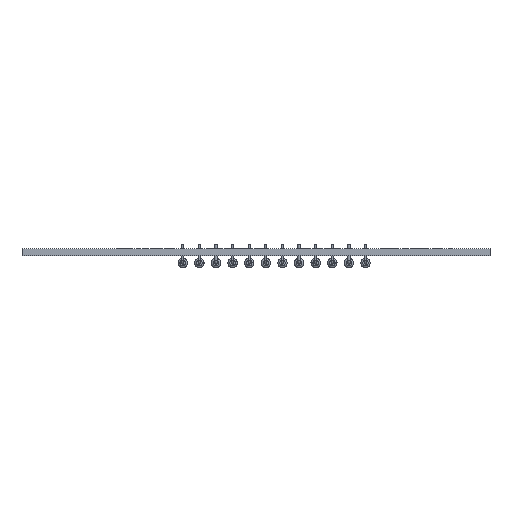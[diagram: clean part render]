
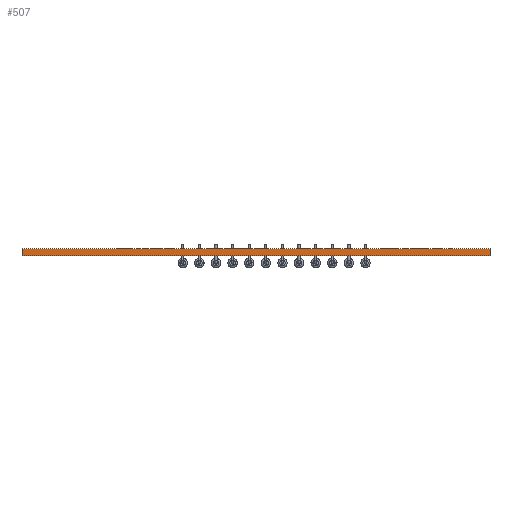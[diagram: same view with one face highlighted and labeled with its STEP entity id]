
A CAD part, front view. The second image highlights one B-rep face of the part: STEP entity #507.
In plain terms, the highlighted planar face has unit normal (0, -1, 0).
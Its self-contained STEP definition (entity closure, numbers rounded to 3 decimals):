
#507 = ADVANCED_FACE('',(#508),#542,.T.);
#508 = FACE_BOUND('',#509,.T.);
#509 = EDGE_LOOP('',(#510,#520,#528,#536));
#510 = ORIENTED_EDGE('',*,*,#511,.T.);
#511 = EDGE_CURVE('',#512,#514,#516,.T.);
#512 = VERTEX_POINT('',#513);
#513 = CARTESIAN_POINT('',(150.6,-118.9,0.));
#514 = VERTEX_POINT('',#515);
#515 = CARTESIAN_POINT('',(150.6,-118.9,1.51));
#516 = LINE('',#517,#518);
#517 = CARTESIAN_POINT('',(150.6,-118.9,0.));
#518 = VECTOR('',#519,1.);
#519 = DIRECTION('',(0.,0.,1.));
#520 = ORIENTED_EDGE('',*,*,#521,.T.);
#521 = EDGE_CURVE('',#514,#522,#524,.T.);
#522 = VERTEX_POINT('',#523);
#523 = CARTESIAN_POINT('',(50.6,-118.9,1.51));
#524 = LINE('',#525,#526);
#525 = CARTESIAN_POINT('',(150.6,-118.9,1.51));
#526 = VECTOR('',#527,1.);
#527 = DIRECTION('',(-1.,0.,0.));
#528 = ORIENTED_EDGE('',*,*,#529,.F.);
#529 = EDGE_CURVE('',#530,#522,#532,.T.);
#530 = VERTEX_POINT('',#531);
#531 = CARTESIAN_POINT('',(50.6,-118.9,0.));
#532 = LINE('',#533,#534);
#533 = CARTESIAN_POINT('',(50.6,-118.9,0.));
#534 = VECTOR('',#535,1.);
#535 = DIRECTION('',(0.,0.,1.));
#536 = ORIENTED_EDGE('',*,*,#537,.F.);
#537 = EDGE_CURVE('',#512,#530,#538,.T.);
#538 = LINE('',#539,#540);
#539 = CARTESIAN_POINT('',(150.6,-118.9,0.));
#540 = VECTOR('',#541,1.);
#541 = DIRECTION('',(-1.,0.,0.));
#542 = PLANE('',#543);
#543 = AXIS2_PLACEMENT_3D('',#544,#545,#546);
#544 = CARTESIAN_POINT('',(150.6,-118.9,0.));
#545 = DIRECTION('',(0.,-1.,0.));
#546 = DIRECTION('',(-1.,0.,0.));
